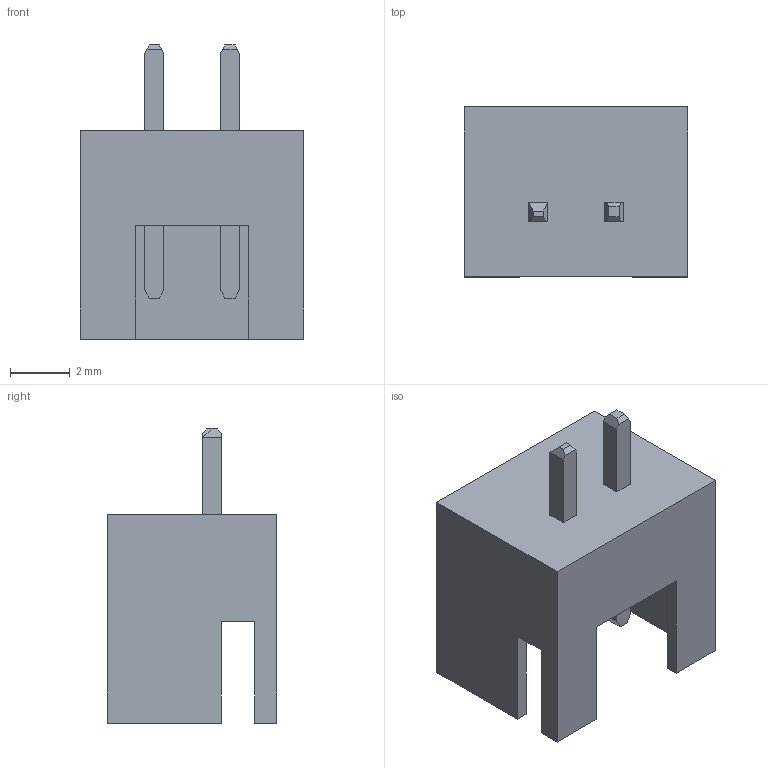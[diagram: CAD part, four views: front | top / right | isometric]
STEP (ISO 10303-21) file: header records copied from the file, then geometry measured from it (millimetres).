
FILE_DESCRIPTION(/* description */ (''),/* implementation_level */ '2;1');
FILE_NAME(/* name */ '2 Pin RMC Header.step',/* time_stamp */ '2024-05-21T10:35:01+05:30',/* author */ (''),/* organization */ (''),/* preprocessor_version */ 'ST-DEVELOPER v20',/* originating_system */ 'Autodesk Translation Framework v13.14.0.145',/* authorisation */ '');
FILE_SCHEMA (('AUTOMOTIVE_DESIGN { 1 0 10303 214 3 1 1 }'));
Length unit declared in the file: millimetre
Products named in the file (2): 2 Pin RMC Header; pins
Assembly tree (1 placements, depth 2):
  2 Pin RMC Header
    pins
Bounding box: 7.5 x 5.7 x 9.87 mm (x, y, z)
Volume: 93 mm3; surface area: 424.9 mm2
Topology: 3 solids, 3 shells, 54 faces, 142 edges, 94 vertices
Faces by surface type: plane 54
Entity records: 1698 total; most frequent: CARTESIAN_POINT 293, ORIENTED_EDGE 284, DIRECTION 256, LINE 142, VECTOR 142, EDGE_CURVE 142, VERTEX_POINT 94, EDGE_LOOP 58
